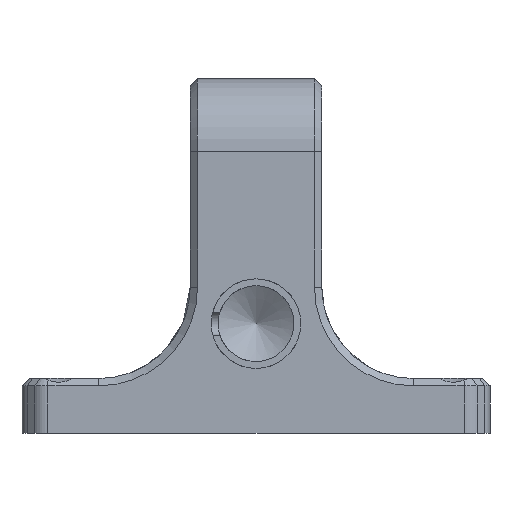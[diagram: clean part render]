
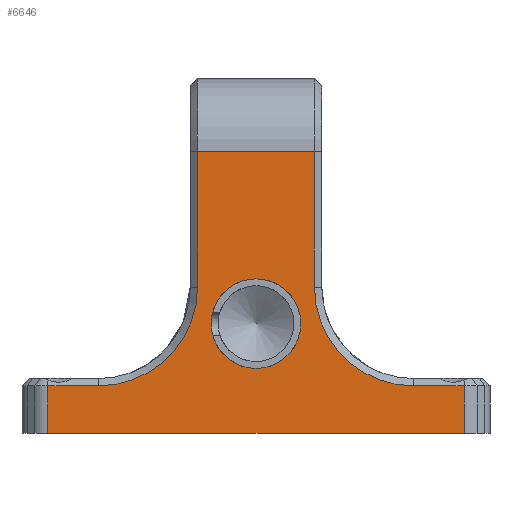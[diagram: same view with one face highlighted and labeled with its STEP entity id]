
A CAD part, left-side view. The second image highlights one B-rep face of the part: STEP entity #6646.
In plain terms, the highlighted planar face has unit normal (-1, 0, 0).
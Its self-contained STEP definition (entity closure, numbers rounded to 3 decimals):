
#363=CIRCLE('',#7051,27.);
#377=CIRCLE('',#7091,12.25);
#393=CIRCLE('',#7124,27.);
#1557=ORIENTED_EDGE('',*,*,#2319,.T.);
#1558=ORIENTED_EDGE('',*,*,#2269,.T.);
#1559=ORIENTED_EDGE('',*,*,#2313,.T.);
#1560=ORIENTED_EDGE('',*,*,#2361,.T.);
#1561=ORIENTED_EDGE('',*,*,#2362,.T.);
#1562=ORIENTED_EDGE('',*,*,#2363,.T.);
#1563=ORIENTED_EDGE('',*,*,#2333,.F.);
#1564=ORIENTED_EDGE('',*,*,#2266,.T.);
#1565=ORIENTED_EDGE('',*,*,#2265,.T.);
#1566=ORIENTED_EDGE('',*,*,#2263,.T.);
#1567=ORIENTED_EDGE('',*,*,#2262,.T.);
#2262=EDGE_CURVE('',#2714,#2656,#3055,.T.);
#2263=EDGE_CURVE('',#2715,#2714,#363,.T.);
#2265=EDGE_CURVE('',#2655,#2715,#3057,.T.);
#2266=EDGE_CURVE('',#2716,#2655,#3058,.T.);
#2269=EDGE_CURVE('',#2656,#2717,#3059,.T.);
#2313=EDGE_CURVE('',#2717,#2743,#3090,.T.);
#2319=EDGE_CURVE('',#2748,#2748,#377,.T.);
#2333=EDGE_CURVE('',#2716,#2760,#3098,.T.);
#2361=EDGE_CURVE('',#2743,#2773,#393,.T.);
#2362=EDGE_CURVE('',#2773,#2774,#3117,.T.);
#2363=EDGE_CURVE('',#2774,#2760,#3118,.F.);
#2655=VERTEX_POINT('',#9637);
#2656=VERTEX_POINT('',#9641);
#2714=VERTEX_POINT('',#10258);
#2715=VERTEX_POINT('',#10262);
#2716=VERTEX_POINT('',#10268);
#2717=VERTEX_POINT('',#10272);
#2743=VERTEX_POINT('',#10426);
#2748=VERTEX_POINT('',#10440);
#2760=VERTEX_POINT('',#10494);
#2773=VERTEX_POINT('',#10550);
#2774=VERTEX_POINT('',#10552);
#3055=LINE('',#10259,#3413);
#3057=LINE('',#10265,#3415);
#3058=LINE('',#10267,#3416);
#3059=LINE('',#10273,#3417);
#3090=LINE('',#10427,#3448);
#3098=LINE('',#10493,#3456);
#3117=LINE('',#10551,#3475);
#3118=LINE('',#10553,#3476);
#3413=VECTOR('',#8138,1000.);
#3415=VECTOR('',#8146,1000.);
#3416=VECTOR('',#8149,1000.);
#3417=VECTOR('',#8156,1000.);
#3448=VECTOR('',#8247,1000.);
#3456=VECTOR('',#8281,1000.);
#3475=VECTOR('',#8350,1000.);
#3476=VECTOR('',#8351,1000.);
#3806=EDGE_LOOP('',(#1557));
#3807=EDGE_LOOP('',(#1558,#1559,#1560,#1561,#1562,#1563,#1564,#1565,#1566,
#1567));
#4141=FACE_BOUND('',#3806,.T.);
#4142=FACE_BOUND('',#3807,.T.);
#4286=PLANE('',#7123);
#6646=ADVANCED_FACE('',(#4141,#4142),#4286,.F.);
#7051=AXIS2_PLACEMENT_3D('',#10261,#8141,#8142);
#7091=AXIS2_PLACEMENT_3D('',#10439,#8259,#8260);
#7123=AXIS2_PLACEMENT_3D('',#10548,#8346,#8347);
#7124=AXIS2_PLACEMENT_3D('',#10549,#8348,#8349);
#8138=DIRECTION('',(0.,0.,1.));
#8141=DIRECTION('',(1.,0.,0.));
#8142=DIRECTION('',(0.,0.,-1.));
#8146=DIRECTION('',(0.,1.,0.));
#8149=DIRECTION('',(0.,0.,1.));
#8156=DIRECTION('',(0.,1.,0.));
#8247=DIRECTION('',(0.,0.,-1.));
#8259=DIRECTION('',(1.,0.,0.));
#8260=DIRECTION('',(0.,0.,1.));
#8281=DIRECTION('',(0.,1.,0.));
#8346=DIRECTION('',(1.,0.,0.));
#8347=DIRECTION('',(0.,0.,-1.));
#8348=DIRECTION('',(1.,0.,0.));
#8349=DIRECTION('',(0.,0.,-1.));
#8350=DIRECTION('',(0.,1.,0.));
#8351=DIRECTION('',(0.,0.,1.));
#9637=CARTESIAN_POINT('',(0.,-56.929,13.));
#9641=CARTESIAN_POINT('',(0.,-16.,77.));
#10258=CARTESIAN_POINT('',(0.,-16.,40.));
#10259=CARTESIAN_POINT('',(0.,-16.,0.));
#10261=CARTESIAN_POINT('',(0.,-43.,40.));
#10262=CARTESIAN_POINT('',(0.,-43.,13.));
#10265=CARTESIAN_POINT('',(0.,-18.,13.));
#10267=CARTESIAN_POINT('',(0.,-56.929,15.));
#10268=CARTESIAN_POINT('',(0.,-56.929,0.));
#10272=CARTESIAN_POINT('',(0.,16.,77.));
#10273=CARTESIAN_POINT('',(0.,-18.,77.));
#10426=CARTESIAN_POINT('',(0.,16.,40.));
#10427=CARTESIAN_POINT('',(0.,16.,40.));
#10439=CARTESIAN_POINT('',(0.,0.,30.));
#10440=CARTESIAN_POINT('',(0.,0.,42.25));
#10493=CARTESIAN_POINT('',(0.,-18.,0.));
#10494=CARTESIAN_POINT('',(0.,56.929,0.));
#10548=CARTESIAN_POINT('',(0.,-18.,0.));
#10549=CARTESIAN_POINT('',(0.,43.,40.));
#10550=CARTESIAN_POINT('',(0.,43.,13.));
#10551=CARTESIAN_POINT('',(0.,56.929,13.));
#10552=CARTESIAN_POINT('',(0.,56.929,13.));
#10553=CARTESIAN_POINT('',(0.,56.929,0.));
